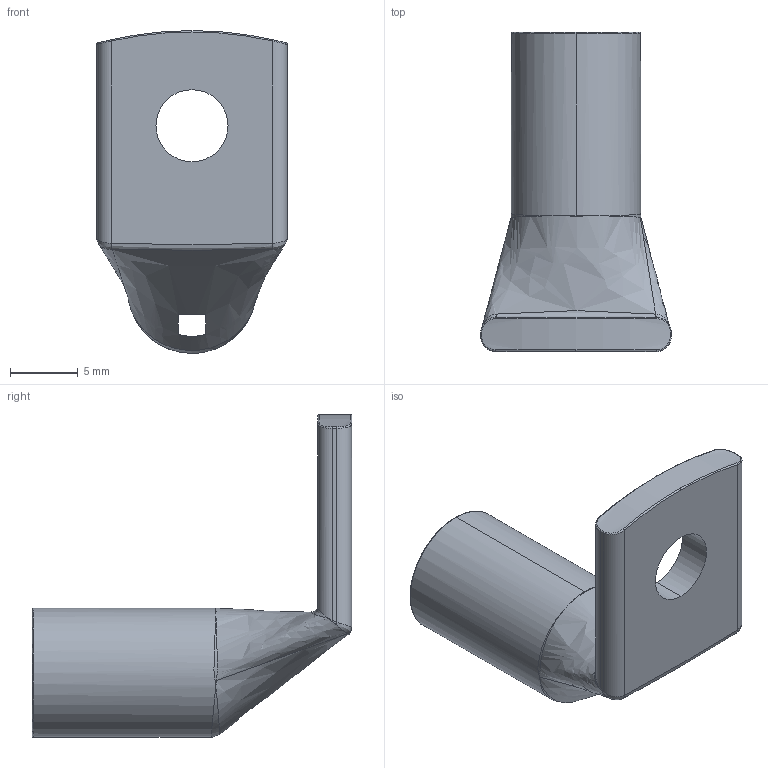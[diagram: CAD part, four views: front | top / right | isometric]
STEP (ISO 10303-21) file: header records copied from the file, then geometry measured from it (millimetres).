
FILE_DESCRIPTION (( 'STEP AP203' ), '1' );
FILE_NAME ('016259.STEP', '2024-07-16T12:24:02', ( '' ), ( '' ), 'SwSTEP 2.0', 'SolidWorks 2022', '' );
FILE_SCHEMA (( 'CONFIG_CONTROL_DESIGN' ));
Length unit declared in the file: millimetre
Products named in the file (1): 016259
Bounding box: 14 x 23.5 x 23.75 mm (x, y, z)
Volume: 1295.2 mm3; surface area: 1557.5 mm2
Topology: 1 solids, 1 shells, 51 faces, 147 edges, 96 vertices
Faces by surface type: bspline 20, cylinder 13, torus 8, plane 8, cone 2
Entity records: 3736 total; most frequent: CARTESIAN_POINT 2499, ORIENTED_EDGE 290, DIRECTION 184, EDGE_CURVE 145, VERTEX_POINT 96, AXIS2_PLACEMENT_3D 80, B_SPLINE_CURVE_WITH_KNOTS 71, EDGE_LOOP 55
